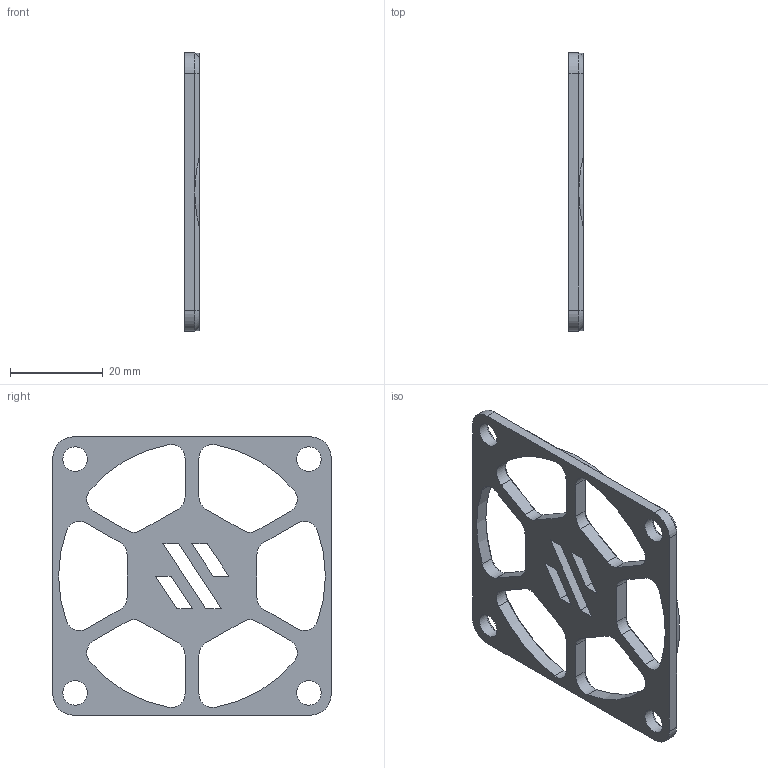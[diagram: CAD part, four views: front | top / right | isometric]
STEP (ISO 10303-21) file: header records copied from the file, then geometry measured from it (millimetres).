
FILE_DESCRIPTION(/* description */ (''),/* implementation_level */ '2;1');
FILE_NAME(/* name */ 'Fan Grill.step',/* time_stamp */ '2022-04-05T20:37:22-03:00',/* author */ (''),/* organization */ (''),/* preprocessor_version */ 'ST-DEVELOPER v18.1',/* originating_system */ 'Autodesk Translation Framework v10.14.0.1471',/* authorisation */ '');
FILE_SCHEMA (('AUTOMOTIVE_DESIGN { 1 0 10303 214 3 1 1 }'));
Length unit declared in the file: millimetre
Products named in the file (1): [a]_60mm_fan_grill_a_M3
Bounding box: 3.2 x 60 x 60 mm (x, y, z)
Volume: 5447.8 mm3; surface area: 5696.8 mm2
Topology: 1 solids, 1 shells, 154 faces, 389 edges, 237 vertices
Faces by surface type: plane 74, cylinder 42, cone 38
Full cylindrical faces by diameter (mm): 5.3 x4
Entity records: 4655 total; most frequent: DIRECTION 825, CARTESIAN_POINT 781, ORIENTED_EDGE 778, EDGE_CURVE 389, AXIS2_PLACEMENT_3D 281, LINE 263, VECTOR 263, VERTEX_POINT 237
